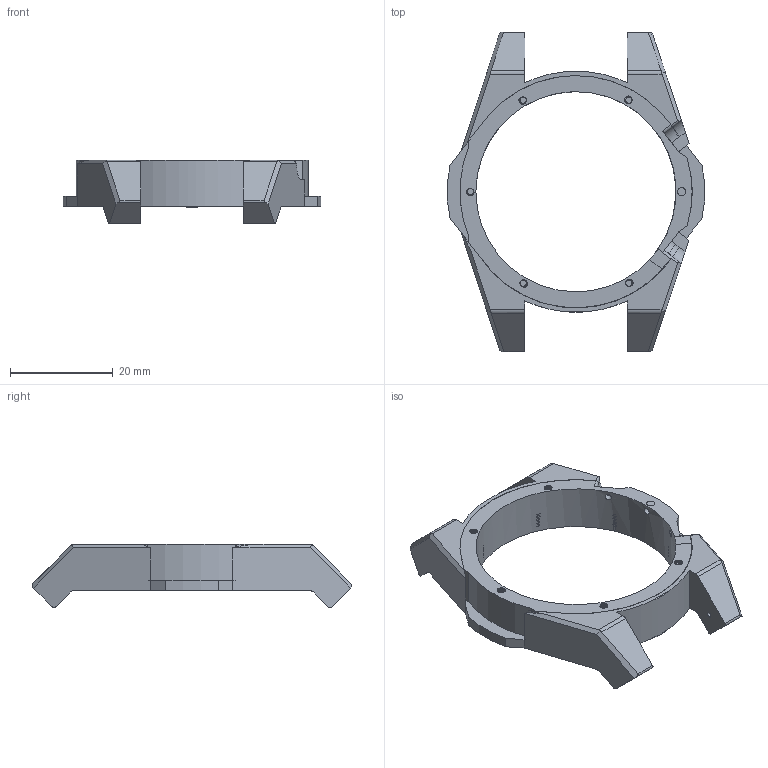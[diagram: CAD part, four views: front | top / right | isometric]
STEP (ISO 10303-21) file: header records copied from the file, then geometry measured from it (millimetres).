
FILE_DESCRIPTION(/* description */ (''),/* implementation_level */ '2;1');
FILE_NAME(/* name */ 'Lower.step',/* time_stamp */ '2022-10-16T15:26:22+02:00',/* author */ (''),/* organization */ (''),/* preprocessor_version */ 'ST-DEVELOPER v19',/* originating_system */ 'Autodesk Translation Framework v11.7.0.108',/* authorisation */ '');
FILE_SCHEMA (('AUTOMOTIVE_DESIGN { 1 0 10303 214 3 1 1 }'));
Length unit declared in the file: millimetre
Products named in the file (1): Lower
Bounding box: 50.18 x 62.39 x 12.38 mm (x, y, z)
Volume: 7584 mm3; surface area: 5901.1 mm2
Topology: 1 solids, 1 shells, 492 faces, 1425 edges, 948 vertices
Faces by surface type: cylinder 347, plane 98, bspline 47
Full cylindrical faces by diameter (mm): 0.9 x2, 1.25 x2, 1.271 x54, 1.3 x1, 1.6 x1, 1.668 x41, 39.046 x1
Entity records: 34465 total; most frequent: CARTESIAN_POINT 22791, ORIENTED_EDGE 2850, DIRECTION 1790, EDGE_CURVE 1425, VERTEX_POINT 948, B_SPLINE_CURVE_WITH_KNOTS 688, AXIS2_PLACEMENT_3D 607, LINE 576
